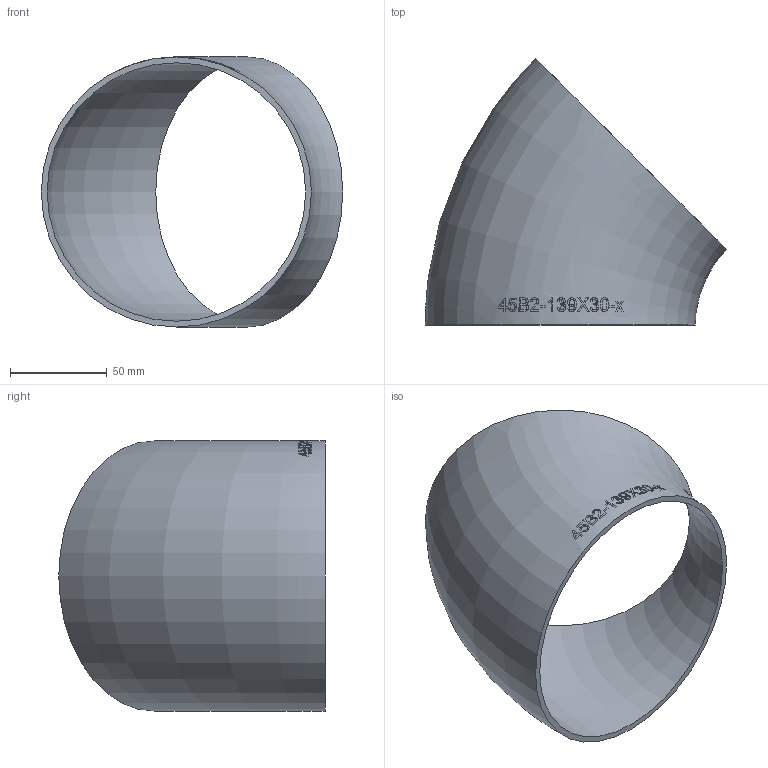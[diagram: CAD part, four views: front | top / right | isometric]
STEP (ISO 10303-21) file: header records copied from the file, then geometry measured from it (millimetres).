
FILE_DESCRIPTION (( 'STEP AP214' ), '1' );
FILE_NAME ('45B2-139X30-x Bogen 2005.STEP', '2020-05-06T08:12:02', ( '' ), ( '' ), 'SwSTEP 2.0', 'SolidWorks 2019', '' );
FILE_SCHEMA (( 'AUTOMOTIVE_DESIGN' ));
Length unit declared in the file: millimetre
Products named in the file (1): 45B2-139X30-x Bogen 2005
Bounding box: 155.85 x 137.78 x 139.7 mm (x, y, z)
Volume: 126479.8 mm3; surface area: 86913.3 mm2
Topology: 1 solids, 1 shells, 190 faces, 514 edges, 343 vertices
Faces by surface type: bspline 166, torus 22, plane 2
Entity records: 27259 total; most frequent: CARTESIAN_POINT 22031, ORIENTED_EDGE 1004, EDGE_CURVE 502, B_SPLINE_CURVE_WITH_KNOTS 498, VERTEX_POINT 336, EDGE_LOOP 210, FACE_OUTER_BOUND 190, ADVANCED_FACE 188
